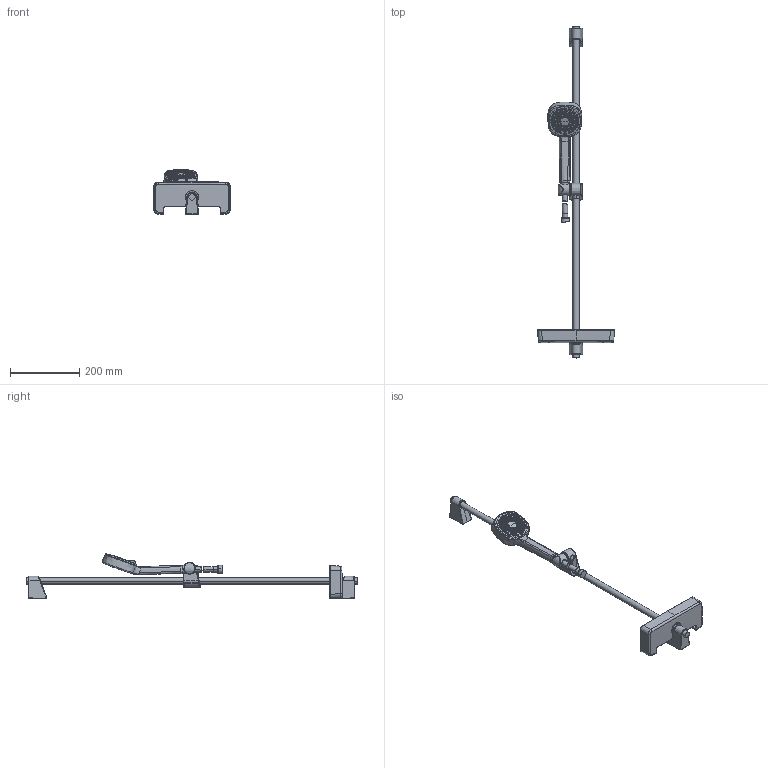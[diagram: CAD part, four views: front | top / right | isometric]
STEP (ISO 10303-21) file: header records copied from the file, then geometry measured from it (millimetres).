
FILE_DESCRIPTION (( 'STEP AP203' ), '1' );
FILE_NAME ('44790131.STEP', '2018-09-12T02:47:10', ( '' ), ( '' ), 'SwSTEP 2.0', 'SolidWorks 2016', '' );
FILE_SCHEMA (( 'CONFIG_CONTROL_DESIGN' ));
Products named in the file (1): 44790131
Bounding box: 221.91 x 960 x 128.94 mm (x, y, z)
Volume: 990664.5 mm3; surface area: 244933.2 mm2
Topology: 13 solids, 13 shells, 861 faces, 1996 edges, 1247 vertices
Faces by surface type: bspline 489, plane 164, torus 92, cylinder 61, sphere 31, cone 24
Entity records: 62819 total; most frequent: CARTESIAN_POINT 46692, ORIENTED_EDGE 3930, DIRECTION 2446, EDGE_CURVE 1965, VERTEX_POINT 1241, AXIS2_PLACEMENT_3D 1167, B_SPLINE_CURVE_WITH_KNOTS 1002, EDGE_LOOP 972
